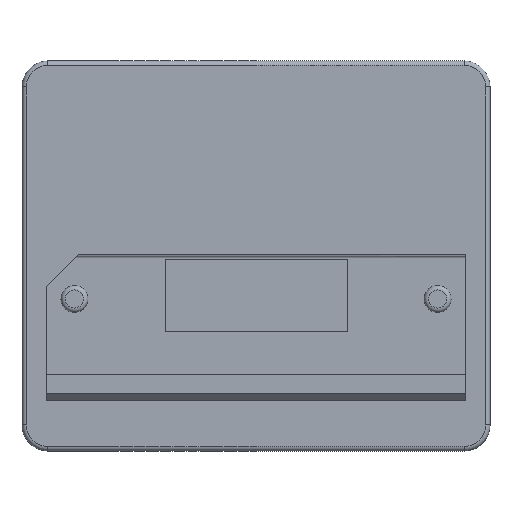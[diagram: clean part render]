
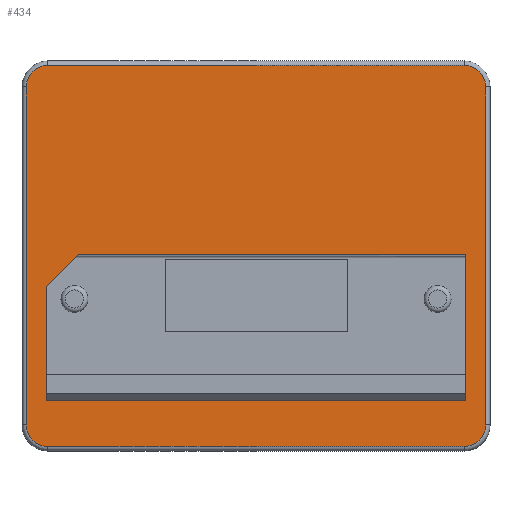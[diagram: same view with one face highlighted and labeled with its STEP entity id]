
A CAD part, top view. The second image highlights one B-rep face of the part: STEP entity #434.
In plain terms, the highlighted planar face has unit normal (0, 0, 1).
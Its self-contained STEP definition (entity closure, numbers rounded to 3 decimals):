
#374 = VERTEX_POINT('',#375);
#375 = CARTESIAN_POINT('',(6.47,22.662,3.2));
#383 = EDGE_CURVE('',#374,#384,#386,.T.);
#384 = VERTEX_POINT('',#385);
#385 = CARTESIAN_POINT('',(2.77,18.962,3.2));
#386 = LINE('',#387,#388);
#387 = CARTESIAN_POINT('',(22.087,38.279,3.2));
#388 = VECTOR('',#389,1.);
#389 = DIRECTION('',(-0.707,-0.707,0.));
#434 = ADVANCED_FACE('',(#435,#505),#538,.F.);
#435 = FACE_BOUND('',#436,.F.);
#436 = EDGE_LOOP('',(#437,#447,#456,#464,#473,#481,#490,#498));
#437 = ORIENTED_EDGE('',*,*,#438,.F.);
#438 = EDGE_CURVE('',#439,#441,#443,.T.);
#439 = VERTEX_POINT('',#440);
#440 = CARTESIAN_POINT('',(51.,44.5,3.2));
#441 = VERTEX_POINT('',#442);
#442 = CARTESIAN_POINT('',(3.,44.5,3.2));
#443 = LINE('',#444,#445);
#444 = CARTESIAN_POINT('',(51.,44.5,3.2));
#445 = VECTOR('',#446,1.);
#446 = DIRECTION('',(-1.,0.,0.));
#447 = ORIENTED_EDGE('',*,*,#448,.F.);
#448 = EDGE_CURVE('',#449,#439,#451,.T.);
#449 = VERTEX_POINT('',#450);
#450 = CARTESIAN_POINT('',(53.5,42.,3.2));
#451 = CIRCLE('',#452,2.5);
#452 = AXIS2_PLACEMENT_3D('',#453,#454,#455);
#453 = CARTESIAN_POINT('',(51.,42.,3.2));
#454 = DIRECTION('',(0.,0.,1.));
#455 = DIRECTION('',(1.,0.,-0.));
#456 = ORIENTED_EDGE('',*,*,#457,.F.);
#457 = EDGE_CURVE('',#458,#449,#460,.T.);
#458 = VERTEX_POINT('',#459);
#459 = CARTESIAN_POINT('',(53.5,3.,3.2));
#460 = LINE('',#461,#462);
#461 = CARTESIAN_POINT('',(53.5,3.,3.2));
#462 = VECTOR('',#463,1.);
#463 = DIRECTION('',(0.,1.,0.));
#464 = ORIENTED_EDGE('',*,*,#465,.F.);
#465 = EDGE_CURVE('',#466,#458,#468,.T.);
#466 = VERTEX_POINT('',#467);
#467 = CARTESIAN_POINT('',(51.,0.5,3.2));
#468 = CIRCLE('',#469,2.5);
#469 = AXIS2_PLACEMENT_3D('',#470,#471,#472);
#470 = CARTESIAN_POINT('',(51.,3.,3.2));
#471 = DIRECTION('',(-0.,0.,1.));
#472 = DIRECTION('',(0.,-1.,0.));
#473 = ORIENTED_EDGE('',*,*,#474,.F.);
#474 = EDGE_CURVE('',#475,#466,#477,.T.);
#475 = VERTEX_POINT('',#476);
#476 = CARTESIAN_POINT('',(3.,0.5,3.2));
#477 = LINE('',#478,#479);
#478 = CARTESIAN_POINT('',(3.,0.5,3.2));
#479 = VECTOR('',#480,1.);
#480 = DIRECTION('',(1.,0.,0.));
#481 = ORIENTED_EDGE('',*,*,#482,.F.);
#482 = EDGE_CURVE('',#483,#475,#485,.T.);
#483 = VERTEX_POINT('',#484);
#484 = CARTESIAN_POINT('',(0.5,3.,3.2));
#485 = CIRCLE('',#486,2.5);
#486 = AXIS2_PLACEMENT_3D('',#487,#488,#489);
#487 = CARTESIAN_POINT('',(3.,3.,3.2));
#488 = DIRECTION('',(0.,0.,1.));
#489 = DIRECTION('',(-1.,0.,0.));
#490 = ORIENTED_EDGE('',*,*,#491,.F.);
#491 = EDGE_CURVE('',#492,#483,#494,.T.);
#492 = VERTEX_POINT('',#493);
#493 = CARTESIAN_POINT('',(0.5,42.,3.2));
#494 = LINE('',#495,#496);
#495 = CARTESIAN_POINT('',(0.5,42.,3.2));
#496 = VECTOR('',#497,1.);
#497 = DIRECTION('',(0.,-1.,0.));
#498 = ORIENTED_EDGE('',*,*,#499,.F.);
#499 = EDGE_CURVE('',#441,#492,#500,.T.);
#500 = CIRCLE('',#501,2.5);
#501 = AXIS2_PLACEMENT_3D('',#502,#503,#504);
#502 = CARTESIAN_POINT('',(3.,42.,3.2));
#503 = DIRECTION('',(0.,0.,1.));
#504 = DIRECTION('',(0.,1.,0.));
#505 = FACE_BOUND('',#506,.F.);
#506 = EDGE_LOOP('',(#507,#517,#525,#531,#532));
#507 = ORIENTED_EDGE('',*,*,#508,.T.);
#508 = EDGE_CURVE('',#509,#511,#513,.T.);
#509 = VERTEX_POINT('',#510);
#510 = CARTESIAN_POINT('',(2.77,5.802,3.2));
#511 = VERTEX_POINT('',#512);
#512 = CARTESIAN_POINT('',(51.23,5.802,3.2));
#513 = LINE('',#514,#515);
#514 = CARTESIAN_POINT('',(52.615,5.802,3.2));
#515 = VECTOR('',#516,1.);
#516 = DIRECTION('',(1.,0.,0.));
#517 = ORIENTED_EDGE('',*,*,#518,.T.);
#518 = EDGE_CURVE('',#511,#519,#521,.T.);
#519 = VERTEX_POINT('',#520);
#520 = CARTESIAN_POINT('',(51.23,22.662,3.2));
#521 = LINE('',#522,#523);
#522 = CARTESIAN_POINT('',(51.23,33.831,3.2));
#523 = VECTOR('',#524,1.);
#524 = DIRECTION('',(0.,1.,0.));
#525 = ORIENTED_EDGE('',*,*,#526,.T.);
#526 = EDGE_CURVE('',#519,#374,#527,.T.);
#527 = LINE('',#528,#529);
#528 = CARTESIAN_POINT('',(30.235,22.662,3.2));
#529 = VECTOR('',#530,1.);
#530 = DIRECTION('',(-1.,0.,0.));
#531 = ORIENTED_EDGE('',*,*,#383,.T.);
#532 = ORIENTED_EDGE('',*,*,#533,.T.);
#533 = EDGE_CURVE('',#384,#509,#534,.T.);
#534 = LINE('',#535,#536);
#535 = CARTESIAN_POINT('',(2.77,25.401,3.2));
#536 = VECTOR('',#537,1.);
#537 = DIRECTION('',(0.,-1.,0.));
#538 = PLANE('',#539);
#539 = AXIS2_PLACEMENT_3D('',#540,#541,#542);
#540 = CARTESIAN_POINT('',(54.,45.,3.2));
#541 = DIRECTION('',(0.,0.,-1.));
#542 = DIRECTION('',(0.,-1.,0.));
